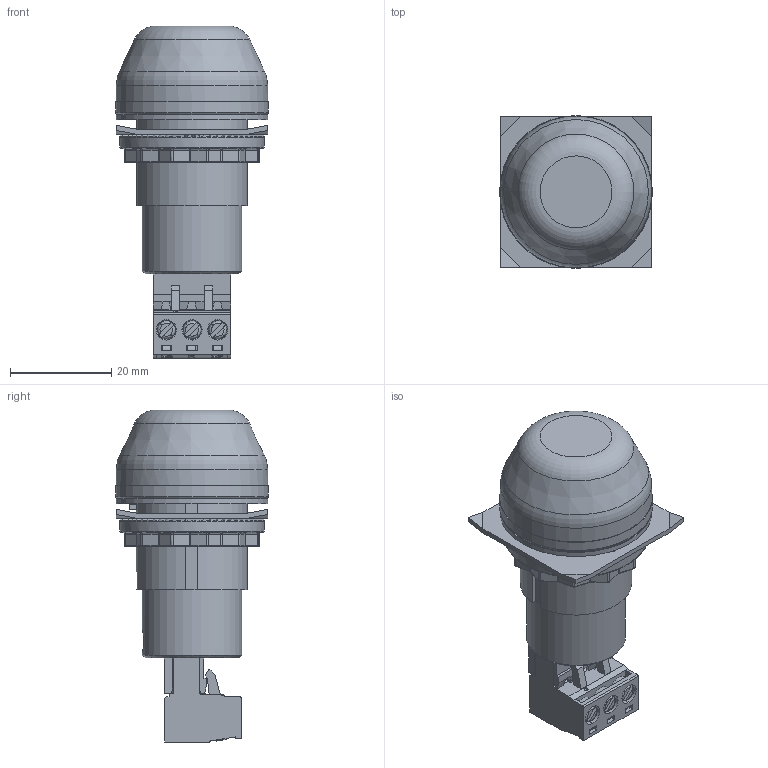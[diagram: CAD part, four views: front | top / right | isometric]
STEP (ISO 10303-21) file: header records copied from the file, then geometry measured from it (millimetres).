
FILE_DESCRIPTION(/* description */ (''),/* implementation_level */ '2;1');
FILE_NAME(/* name */ 'IBS ISS IDS ITS.stp',/* time_stamp */ '2012-09-10T11:52:29+02:00',/* author */ (''),/* organization */ (''),/* preprocessor_version */ 'ST-DEVELOPER v11',/* originating_system */ 'SIEMENS PLM Software NX 7.5',/* authorisation */ '');
FILE_SCHEMA (('AUTOMOTIVE_DESIGN { 1 0 10303 214 1 1 1 1 }'));
Length unit declared in the file: millimetre
Products named in the file (1): m.ne70484h1d
Bounding box: 30.2 x 30.2 x 65.6 mm (x, y, z)
Volume: 23832 mm3; surface area: 14634 mm2
Topology: 6 solids, 7 shells, 1510 faces, 4201 edges, 2691 vertices
Faces by surface type: plane 751, cylinder 279, bspline 226, cone 140, torus 82, sphere 20, extrusion 12
Full cylindrical faces by diameter (mm): 1.7 x1, 4.4 x1, 19.6 x1, 25 x1, 30 x1, 30.2 x1
Entity records: 62578 total; most frequent: CARTESIAN_POINT 25024, ORIENTED_EDGE 8312, DIRECTION 7141, EDGE_CURVE 4156, VERTEX_POINT 2685, VECTOR 2411, LINE 2399, AXIS2_PLACEMENT_3D 2365
